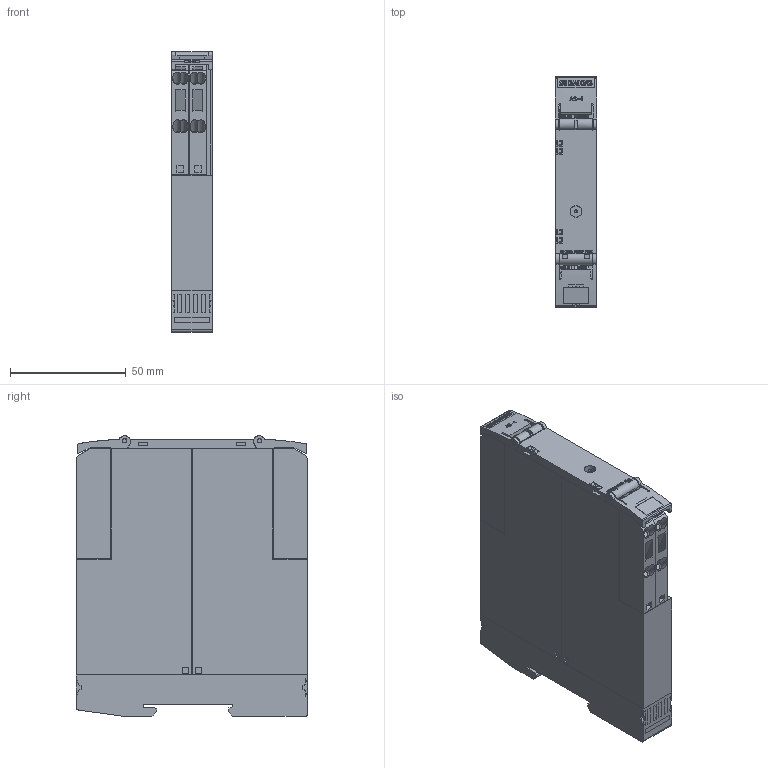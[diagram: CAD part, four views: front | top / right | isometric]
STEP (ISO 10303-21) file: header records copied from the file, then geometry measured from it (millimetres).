
FILE_DESCRIPTION(('STEP AP214'),'1');
FILE_NAME('cctmp_F4670AC6-5A09-47FF-9021-37E141F58EE6_2023_07_24_18_05_28_0784..stp','2023-07-24T16:05:30',('SIEMENS A&D'),('CADClick - www.CADClick.com'),'Spatial InterOp 3D postprocessed',' ','unknown authorization');
FILE_SCHEMA(('AUTOMOTIVE_DESIGN'));
Length unit declared in the file: millimetre
Products named in the file (1): 2023_07_24_18_05_28_0693
Bounding box: 17.8 x 100.02 x 121.4 mm (x, y, z)
Volume: 195076.4 mm3; surface area: 49897 mm2
Topology: 1 solids, 6 shells, 1546 faces, 4283 edges, 2832 vertices
Faces by surface type: plane 1248, cylinder 216, cone 64, torus 16, sphere 2
Entity records: 82751 total; most frequent: CARTESIAN_POINT 9702, STYLED_ITEM 8654, PRESENTATION_STYLE_ASSIGNMENT 8654, ORIENTED_EDGE 8550, DIRECTION 7853, EDGE_CURVE 4275, CURVE_STYLE 4275, DRAUGHTING_PRE_DEFINED_CURVE_FONT 4275
